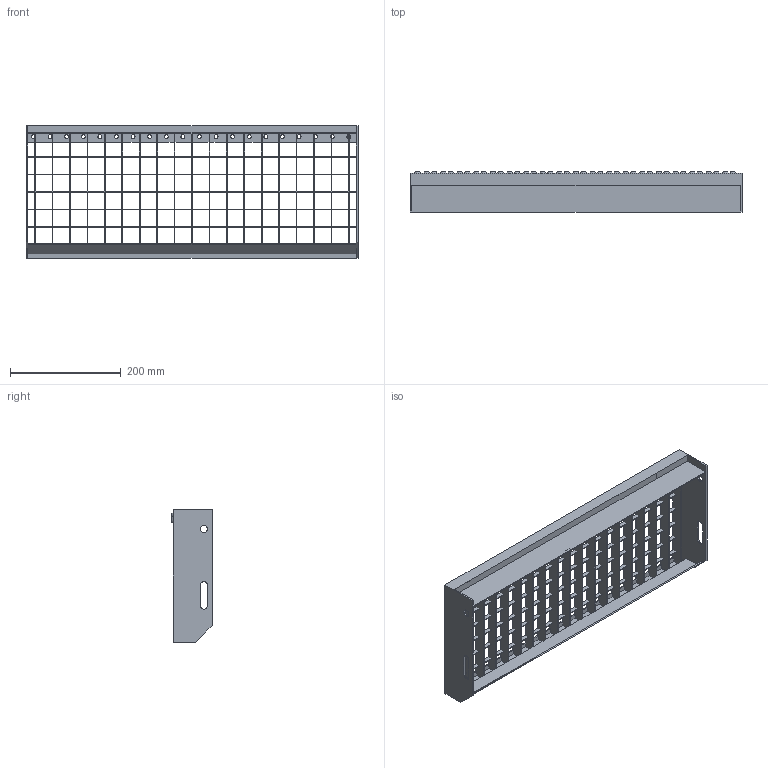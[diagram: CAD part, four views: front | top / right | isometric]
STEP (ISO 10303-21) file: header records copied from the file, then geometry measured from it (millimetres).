
FILE_DESCRIPTION (( 'STEP AP203' ), '1' );
FILE_NAME ('40.602430.7.STEP', '2015-10-06T09:10:55', ( '' ), ( '' ), 'SwSTEP 2.0', 'SolidWorks 2015', '' );
FILE_SCHEMA (( 'CONFIG_CONTROL_DESIGN' ));
Length unit declared in the file: millimetre
Products named in the file (1): 40.602430.7
Bounding box: 600 x 72.67 x 240 mm (x, y, z)
Volume: 503706.4 mm3; surface area: 564619.3 mm2
Topology: 17 solids, 17 shells, 669 faces, 1727 edges, 1134 vertices
Faces by surface type: plane 414, bspline 89, cylinder 88, cone 78
Entity records: 25708 total; most frequent: CARTESIAN_POINT 9380, ORIENTED_EDGE 3454, DIRECTION 3059, EDGE_CURVE 1727, VECTOR 1201, LINE 1201, VERTEX_POINT 1134, AXIS2_PLACEMENT_3D 929
